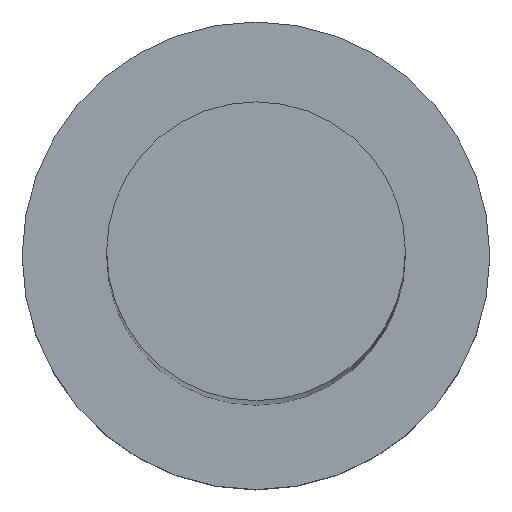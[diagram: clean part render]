
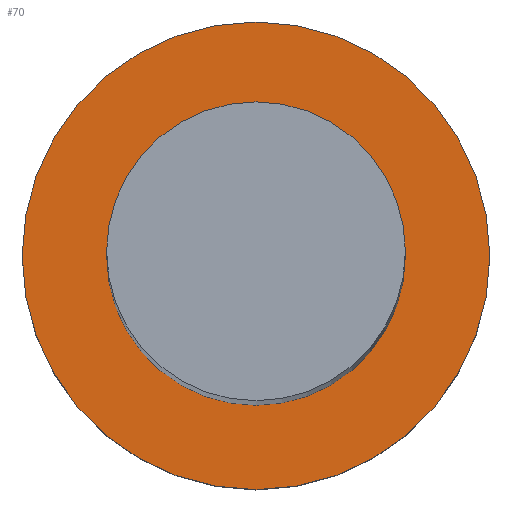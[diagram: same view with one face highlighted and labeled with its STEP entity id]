
A CAD part, top view. The second image highlights one B-rep face of the part: STEP entity #70.
In plain terms, the highlighted planar face has unit normal (0, 0, 1).
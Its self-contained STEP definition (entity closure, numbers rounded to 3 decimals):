
#2 = AXIS2_PLACEMENT_3D ( 'NONE', #194, #213, #233 ) ;
#7 = CIRCLE ( 'NONE', #122, 9. ) ;
#10 = DIRECTION ( 'NONE',  ( 1., 0., 0. ) ) ;
#12 = DIRECTION ( 'NONE',  ( 1., 0., 0. ) ) ;
#13 = DIRECTION ( 'NONE',  ( 0., 0., 1. ) ) ;
#17 = CARTESIAN_POINT ( 'NONE',  ( 0., 0., 7. ) ) ;
#25 = VERTEX_POINT ( 'NONE', #232 ) ;
#31 = CARTESIAN_POINT ( 'NONE',  ( 0., 0., 7. ) ) ;
#34 = CARTESIAN_POINT ( 'NONE',  ( 5.75, 0., 7. ) ) ;
#35 = CARTESIAN_POINT ( 'NONE',  ( -5.75, 0., 7. ) ) ;
#44 = VERTEX_POINT ( 'NONE', #35 ) ;
#49 = CARTESIAN_POINT ( 'NONE',  ( 0., 0., 7. ) ) ;
#57 = FACE_OUTER_BOUND ( 'NONE', #140, .T. ) ;
#58 = CARTESIAN_POINT ( 'NONE',  ( 9., 0., 7. ) ) ;
#59 = EDGE_CURVE ( 'NONE', #44, #184, #226, .T. ) ;
#70 = ADVANCED_FACE ( 'NONE', ( #169, #57 ), #254, .T. ) ;
#86 = AXIS2_PLACEMENT_3D ( 'NONE', #49, #189, #125 ) ;
#93 = CIRCLE ( 'NONE', #234, 9. ) ;
#102 = VERTEX_POINT ( 'NONE', #58 ) ;
#115 = ORIENTED_EDGE ( 'NONE', *, *, #171, .F. ) ;
#116 = AXIS2_PLACEMENT_3D ( 'NONE', #17, #13, #176 ) ;
#122 = AXIS2_PLACEMENT_3D ( 'NONE', #31, #168, #12 ) ;
#125 = DIRECTION ( 'NONE',  ( 1., 0., 0. ) ) ;
#131 = DIRECTION ( 'NONE',  ( 0., 0., 1. ) ) ;
#133 = ORIENTED_EDGE ( 'NONE', *, *, #183, .T. ) ;
#140 = EDGE_LOOP ( 'NONE', ( #210, #133 ) ) ;
#157 = EDGE_LOOP ( 'NONE', ( #215, #115 ) ) ;
#158 = CIRCLE ( 'NONE', #86, 5.75 ) ;
#165 = EDGE_CURVE ( 'NONE', #25, #102, #93, .T. ) ;
#168 = DIRECTION ( 'NONE',  ( 0., 0., 1. ) ) ;
#169 = FACE_BOUND ( 'NONE', #157, .T. ) ;
#171 = EDGE_CURVE ( 'NONE', #184, #44, #158, .T. ) ;
#176 = DIRECTION ( 'NONE',  ( 1., 0., 0. ) ) ;
#183 = EDGE_CURVE ( 'NONE', #102, #25, #7, .T. ) ;
#184 = VERTEX_POINT ( 'NONE', #34 ) ;
#187 = CARTESIAN_POINT ( 'NONE',  ( 0., 0., 7. ) ) ;
#189 = DIRECTION ( 'NONE',  ( 0., 0., 1. ) ) ;
#194 = CARTESIAN_POINT ( 'NONE',  ( 0., 0., 7. ) ) ;
#210 = ORIENTED_EDGE ( 'NONE', *, *, #165, .T. ) ;
#213 = DIRECTION ( 'NONE',  ( 0., 0., 1. ) ) ;
#215 = ORIENTED_EDGE ( 'NONE', *, *, #59, .F. ) ;
#226 = CIRCLE ( 'NONE', #116, 5.75 ) ;
#232 = CARTESIAN_POINT ( 'NONE',  ( -9., 0., 7. ) ) ;
#233 = DIRECTION ( 'NONE',  ( 1., 0., 0. ) ) ;
#234 = AXIS2_PLACEMENT_3D ( 'NONE', #187, #131, #10 ) ;
#254 = PLANE ( 'NONE',  #2 ) ;
